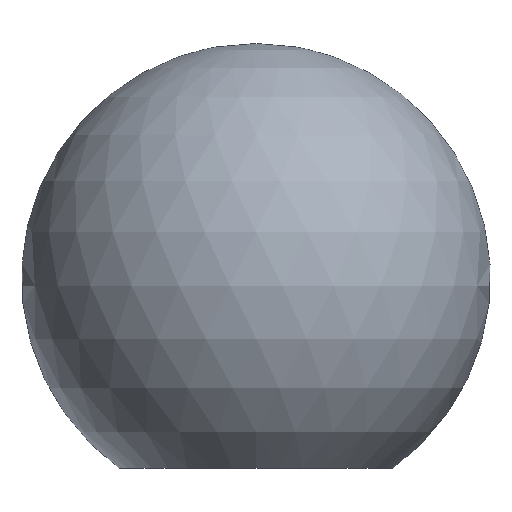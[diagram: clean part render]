
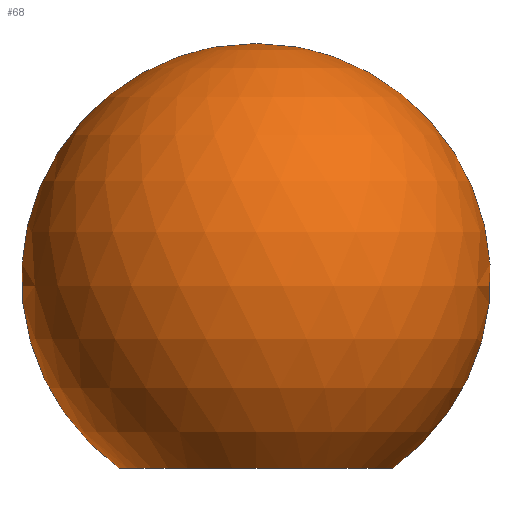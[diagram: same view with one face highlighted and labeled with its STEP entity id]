
A CAD part, front view. The second image highlights one B-rep face of the part: STEP entity #68.
In plain terms, the highlighted spherical face has radius 16 mm.
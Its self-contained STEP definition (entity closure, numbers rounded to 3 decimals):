
#62=EDGE_CURVE('',#124,#112,#151,.T.);
#66=EDGE_CURVE('',#128,#112,#155,.T.);
#68=ADVANCED_FACE('',(#157),#158,.T.);
#112=VERTEX_POINT('',#210);
#122=EDGE_CURVE('',#128,#124,#220,.T.);
#124=VERTEX_POINT('',#222);
#128=VERTEX_POINT('',#226);
#151=CIRCLE('',#240,16.0);
#155=CIRCLE('',#246,9.327);
#157=FACE_OUTER_BOUND('',#248,.T.);
#158=SPHERICAL_SURFACE('',#249,16.0);
#210=CARTESIAN_POINT('',(-9.327,0.,0.));
#220=CIRCLE('',#327,16.0);
#222=CARTESIAN_POINT('',(0.,0.,29.));
#226=CARTESIAN_POINT('',(9.327,0.,0.));
#240=AXIS2_PLACEMENT_3D('',#346,#347,#348);
#246=AXIS2_PLACEMENT_3D('',#352,#353,#354);
#248=EDGE_LOOP('',(#356,#357,#358));
#249=AXIS2_PLACEMENT_3D('',#359,#360,#361);
#327=AXIS2_PLACEMENT_3D('',#440,#441,#442);
#346=CARTESIAN_POINT('',(0.,0.,13.));
#347=DIRECTION('',(0.,-1.0,0.0));
#348=DIRECTION('',(0.0,0.0,1.0));
#352=CARTESIAN_POINT('',(0.,0.,0.));
#353=DIRECTION('',(0.0,0.0,-1.0));
#354=DIRECTION('',(1.0,0.,0.0));
#356=ORIENTED_EDGE('',*,*,#62,.T.);
#357=ORIENTED_EDGE('',*,*,#66,.F.);
#358=ORIENTED_EDGE('',*,*,#122,.T.);
#359=CARTESIAN_POINT('',(0.,0.,13.));
#360=DIRECTION('',(0.0,0.0,-1.0));
#361=DIRECTION('',(-1.0,0.0,0.0));
#440=CARTESIAN_POINT('',(0.,0.,13.));
#441=DIRECTION('',(0.,-1.0,0.0));
#442=DIRECTION('',(0.0,0.0,1.0));
